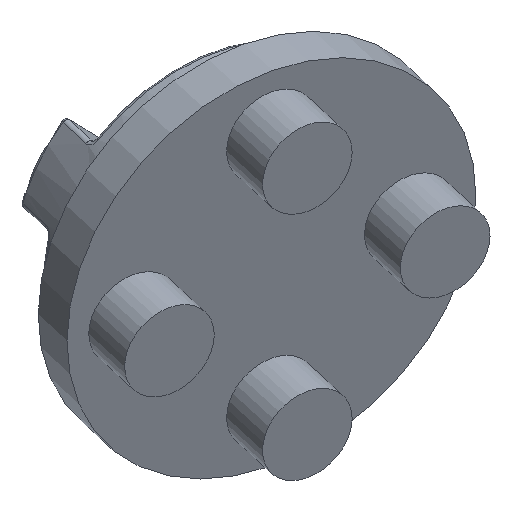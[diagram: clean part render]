
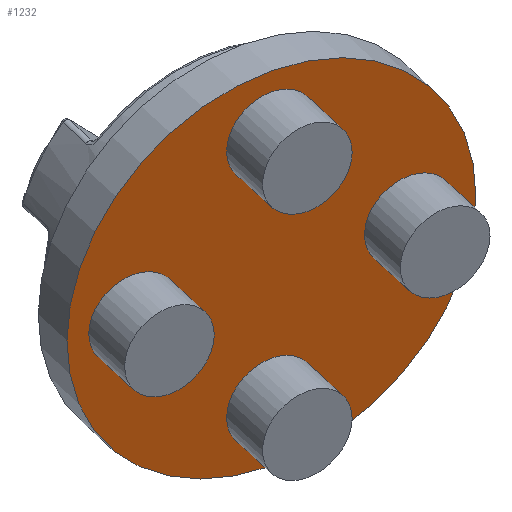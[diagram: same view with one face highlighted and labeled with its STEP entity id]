
A CAD part, left-side view. The second image highlights one B-rep face of the part: STEP entity #1232.
In plain terms, the highlighted planar face has unit normal (-0.695, -0.53, -0.486).
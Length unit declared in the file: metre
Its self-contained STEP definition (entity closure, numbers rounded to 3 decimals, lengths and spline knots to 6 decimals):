
#61=PLANE('',#1363);
#230=ORIENTED_EDGE('',*,*,#592,.F.);
#231=ORIENTED_EDGE('',*,*,#593,.F.);
#232=ORIENTED_EDGE('',*,*,#594,.F.);
#233=ORIENTED_EDGE('',*,*,#595,.F.);
#234=ORIENTED_EDGE('',*,*,#591,.F.);
#591=EDGE_CURVE('',#773,#773,#865,.T.);
#592=EDGE_CURVE('',#774,#774,#866,.F.);
#593=EDGE_CURVE('',#775,#775,#867,.F.);
#594=EDGE_CURVE('',#776,#776,#868,.F.);
#595=EDGE_CURVE('',#777,#777,#869,.T.);
#773=VERTEX_POINT('',#2121);
#774=VERTEX_POINT('',#2124);
#775=VERTEX_POINT('',#2126);
#776=VERTEX_POINT('',#2128);
#777=VERTEX_POINT('',#2130);
#865=CIRCLE('',#1362,0.0089);
#866=CIRCLE('',#1364,0.00195);
#867=CIRCLE('',#1365,0.00195);
#868=CIRCLE('',#1366,0.00195);
#869=CIRCLE('',#1367,0.00195);
#974=EDGE_LOOP('',(#230));
#975=EDGE_LOOP('',(#231));
#976=EDGE_LOOP('',(#232));
#977=EDGE_LOOP('',(#233));
#978=EDGE_LOOP('',(#234));
#1088=FACE_BOUND('',#974,.T.);
#1089=FACE_BOUND('',#975,.T.);
#1090=FACE_BOUND('',#976,.T.);
#1091=FACE_BOUND('',#977,.T.);
#1092=FACE_BOUND('',#978,.T.);
#1232=ADVANCED_FACE('',(#1088,#1089,#1090,#1091,#1092),#61,.F.);
#1362=AXIS2_PLACEMENT_3D('',#2120,#1613,#1614);
#1363=AXIS2_PLACEMENT_3D('',#2122,#1615,#1616);
#1364=AXIS2_PLACEMENT_3D('',#2123,#1617,#1618);
#1365=AXIS2_PLACEMENT_3D('',#2125,#1619,#1620);
#1366=AXIS2_PLACEMENT_3D('',#2127,#1621,#1622);
#1367=AXIS2_PLACEMENT_3D('',#2129,#1623,#1624);
#1613=DIRECTION('',(0.695,0.53,0.486));
#1614=DIRECTION('',(-0.607,0.795,0.));
#1615=DIRECTION('',(0.695,0.53,0.486));
#1616=DIRECTION('',(-0.607,0.795,0.));
#1617=DIRECTION('',(0.695,0.53,0.486));
#1618=DIRECTION('',(-0.607,0.795,0.));
#1619=DIRECTION('',(0.695,0.53,0.486));
#1620=DIRECTION('',(-0.607,0.795,0.));
#1621=DIRECTION('',(0.695,0.53,0.486));
#1622=DIRECTION('',(-0.607,0.795,0.));
#1623=DIRECTION('',(-0.695,-0.53,-0.486));
#1624=DIRECTION('',(0.607,-0.795,0.));
#2120=CARTESIAN_POINT('',(0.054512,0.068935,0.023867));
#2121=CARTESIAN_POINT('',(0.049114,0.076011,0.023867));
#2122=CARTESIAN_POINT('',(0.05258,0.072708,0.022514));
#2123=CARTESIAN_POINT('',(0.057116,0.063846,0.025691));
#2124=CARTESIAN_POINT('',(0.055934,0.065397,0.025691));
#2125=CARTESIAN_POINT('',(0.057953,0.068935,0.018952));
#2126=CARTESIAN_POINT('',(0.056771,0.070485,0.018952));
#2127=CARTESIAN_POINT('',(0.051907,0.074023,0.022043));
#2128=CARTESIAN_POINT('',(0.050725,0.075573,0.022043));
#2129=CARTESIAN_POINT('',(0.05107,0.068935,0.028782));
#2130=CARTESIAN_POINT('',(0.052253,0.067384,0.028782));
